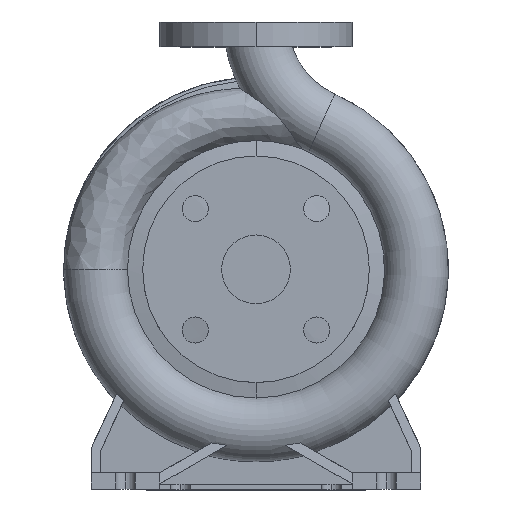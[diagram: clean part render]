
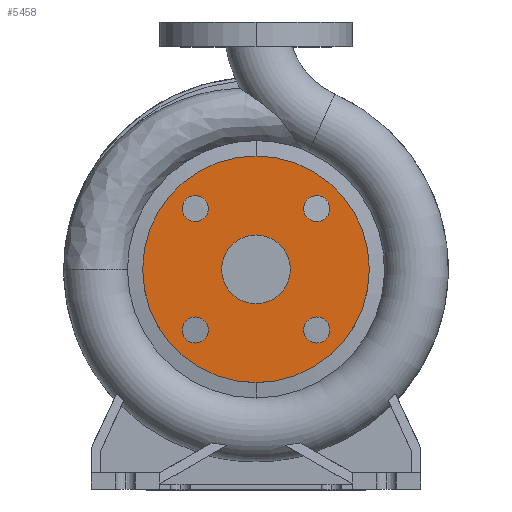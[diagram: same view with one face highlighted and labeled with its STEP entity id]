
A CAD part, top view. The second image highlights one B-rep face of the part: STEP entity #5458.
In plain terms, the highlighted planar face has unit normal (0, 0, 1).
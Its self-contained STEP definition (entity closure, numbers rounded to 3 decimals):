
#66 = EDGE_CURVE ( 'NONE', #443, #6215, #2953, .T. ) ;
#139 = ORIENTED_EDGE ( 'NONE', *, *, #2958, .F. ) ;
#196 = EDGE_CURVE ( 'NONE', #1840, #5069, #4252, .T. ) ;
#264 = CARTESIAN_POINT ( 'NONE',  ( -44.194, -34.694, 80. ) ) ;
#306 = CARTESIAN_POINT ( 'NONE',  ( 44.194, -34.694, 80. ) ) ;
#443 = VERTEX_POINT ( 'NONE', #264 ) ;
#485 = FACE_BOUND ( 'NONE', #3384, .T. ) ;
#490 = ORIENTED_EDGE ( 'NONE', *, *, #2765, .F. ) ;
#504 = DIRECTION ( 'NONE',  ( 0., -1., 0. ) ) ;
#592 = CARTESIAN_POINT ( 'NONE',  ( 0., 82.5, 80. ) ) ;
#646 = CIRCLE ( 'NONE', #5266, 25. ) ;
#698 = EDGE_CURVE ( 'NONE', #2843, #1385, #646, .T. ) ;
#704 = DIRECTION ( 'NONE',  ( 0., -1., 0. ) ) ;
#903 = EDGE_LOOP ( 'NONE', ( #2002, #3117 ) ) ;
#944 = CARTESIAN_POINT ( 'NONE',  ( 34.694, 44.194, 80. ) ) ;
#965 = DIRECTION ( 'NONE',  ( 0., -1., 0. ) ) ;
#978 = EDGE_CURVE ( 'NONE', #2590, #1976, #3857, .T. ) ;
#1054 = ORIENTED_EDGE ( 'NONE', *, *, #3383, .T. ) ;
#1141 = EDGE_LOOP ( 'NONE', ( #5435, #1054 ) ) ;
#1161 = AXIS2_PLACEMENT_3D ( 'NONE', #2934, #4372, #504 ) ;
#1234 = AXIS2_PLACEMENT_3D ( 'NONE', #5150, #1249, #4208 ) ;
#1249 = DIRECTION ( 'NONE',  ( 0., 0., 1. ) ) ;
#1385 = VERTEX_POINT ( 'NONE', #5840 ) ;
#1409 = CARTESIAN_POINT ( 'NONE',  ( 0., -82.5, 80. ) ) ;
#1679 = AXIS2_PLACEMENT_3D ( 'NONE', #2973, #3340, #5351 ) ;
#1840 = VERTEX_POINT ( 'NONE', #306 ) ;
#1842 = FACE_BOUND ( 'NONE', #3045, .T. ) ;
#1882 = VERTEX_POINT ( 'NONE', #1409 ) ;
#1913 = FACE_BOUND ( 'NONE', #3604, .T. ) ;
#1954 = DIRECTION ( 'NONE',  ( 0., 0., 1. ) ) ;
#1969 = DIRECTION ( 'NONE',  ( 0., -1., 0. ) ) ;
#1976 = VERTEX_POINT ( 'NONE', #2460 ) ;
#1977 = DIRECTION ( 'NONE',  ( 0., 0., -1. ) ) ;
#1997 = DIRECTION ( 'NONE',  ( 0., -1., 0. ) ) ;
#2002 = ORIENTED_EDGE ( 'NONE', *, *, #3531, .F. ) ;
#2066 = CIRCLE ( 'NONE', #2471, 25. ) ;
#2094 = DIRECTION ( 'NONE',  ( 0., 0., 1. ) ) ;
#2161 = AXIS2_PLACEMENT_3D ( 'NONE', #3361, #4902, #5337 ) ;
#2167 = AXIS2_PLACEMENT_3D ( 'NONE', #3005, #2094, #3533 ) ;
#2222 = CARTESIAN_POINT ( 'NONE',  ( 0., 0., 80. ) ) ;
#2277 = CIRCLE ( 'NONE', #1161, 82.5 ) ;
#2325 = FACE_BOUND ( 'NONE', #903, .T. ) ;
#2397 = CIRCLE ( 'NONE', #1679, 9.5 ) ;
#2422 = DIRECTION ( 'NONE',  ( 0., 1., 0. ) ) ;
#2440 = DIRECTION ( 'NONE',  ( 0., -1., 0. ) ) ;
#2446 = CARTESIAN_POINT ( 'NONE',  ( -44.194, 44.194, 80. ) ) ;
#2460 = CARTESIAN_POINT ( 'NONE',  ( 53.694, 44.194, 80. ) ) ;
#2471 = AXIS2_PLACEMENT_3D ( 'NONE', #2222, #3187, #704 ) ;
#2482 = CIRCLE ( 'NONE', #3271, 9.5 ) ;
#2501 = DIRECTION ( 'NONE',  ( 0., -1., 0. ) ) ;
#2564 = DIRECTION ( 'NONE',  ( 1., 0., 0. ) ) ;
#2590 = VERTEX_POINT ( 'NONE', #944 ) ;
#2671 = AXIS2_PLACEMENT_3D ( 'NONE', #4354, #4482, #965 ) ;
#2698 = EDGE_CURVE ( 'NONE', #1882, #5278, #4759, .T. ) ;
#2765 = EDGE_CURVE ( 'NONE', #5069, #1840, #3663, .T. ) ;
#2794 = FACE_OUTER_BOUND ( 'NONE', #1141, .T. ) ;
#2843 = VERTEX_POINT ( 'NONE', #5008 ) ;
#2849 = VERTEX_POINT ( 'NONE', #5035 ) ;
#2888 = ORIENTED_EDGE ( 'NONE', *, *, #6192, .F. ) ;
#2934 = CARTESIAN_POINT ( 'NONE',  ( 0., 0., 80. ) ) ;
#2953 = CIRCLE ( 'NONE', #1234, 9.5 ) ;
#2958 = EDGE_CURVE ( 'NONE', #2849, #3525, #5372, .T. ) ;
#2973 = CARTESIAN_POINT ( 'NONE',  ( -44.194, -44.194, 80. ) ) ;
#3005 = CARTESIAN_POINT ( 'NONE',  ( 44.194, 44.194, 80. ) ) ;
#3045 = EDGE_LOOP ( 'NONE', ( #139, #2888 ) ) ;
#3060 = DIRECTION ( 'NONE',  ( 0., 0., 1. ) ) ;
#3061 = CARTESIAN_POINT ( 'NONE',  ( 44.194, -44.194, 80. ) ) ;
#3089 = EDGE_CURVE ( 'NONE', #1385, #2843, #2066, .T. ) ;
#3094 = CARTESIAN_POINT ( 'NONE',  ( 44.194, 44.194, 80. ) ) ;
#3117 = ORIENTED_EDGE ( 'NONE', *, *, #978, .F. ) ;
#3187 = DIRECTION ( 'NONE',  ( 0., 0., 1. ) ) ;
#3271 = AXIS2_PLACEMENT_3D ( 'NONE', #3094, #3060, #2564 ) ;
#3289 = FACE_BOUND ( 'NONE', #5198, .T. ) ;
#3340 = DIRECTION ( 'NONE',  ( 0., 0., 1. ) ) ;
#3361 = CARTESIAN_POINT ( 'NONE',  ( 44.194, -44.194, 80. ) ) ;
#3383 = EDGE_CURVE ( 'NONE', #5278, #1882, #2277, .T. ) ;
#3384 = EDGE_LOOP ( 'NONE', ( #490, #4325 ) ) ;
#3472 = DIRECTION ( 'NONE',  ( 0., 0., 1. ) ) ;
#3525 = VERTEX_POINT ( 'NONE', #4119 ) ;
#3531 = EDGE_CURVE ( 'NONE', #1976, #2590, #2482, .T. ) ;
#3533 = DIRECTION ( 'NONE',  ( 1., 0., 0. ) ) ;
#3604 = EDGE_LOOP ( 'NONE', ( #4715, #3879 ) ) ;
#3663 = CIRCLE ( 'NONE', #5473, 9.5 ) ;
#3857 = CIRCLE ( 'NONE', #2167, 9.5 ) ;
#3879 = ORIENTED_EDGE ( 'NONE', *, *, #66, .F. ) ;
#4119 = CARTESIAN_POINT ( 'NONE',  ( -44.194, 53.694, 80. ) ) ;
#4208 = DIRECTION ( 'NONE',  ( 0., -1., 0. ) ) ;
#4252 = CIRCLE ( 'NONE', #2161, 9.5 ) ;
#4258 = CARTESIAN_POINT ( 'NONE',  ( 0., 82.5, 80. ) ) ;
#4278 = EDGE_CURVE ( 'NONE', #6215, #443, #2397, .T. ) ;
#4325 = ORIENTED_EDGE ( 'NONE', *, *, #196, .F. ) ;
#4344 = DIRECTION ( 'NONE',  ( 0., 0., 1. ) ) ;
#4354 = CARTESIAN_POINT ( 'NONE',  ( -44.194, 44.194, 80. ) ) ;
#4372 = DIRECTION ( 'NONE',  ( 0., 0., 1. ) ) ;
#4482 = DIRECTION ( 'NONE',  ( 0., 0., 1. ) ) ;
#4715 = ORIENTED_EDGE ( 'NONE', *, *, #4278, .F. ) ;
#4717 = AXIS2_PLACEMENT_3D ( 'NONE', #2446, #4344, #1969 ) ;
#4759 = CIRCLE ( 'NONE', #5562, 82.5 ) ;
#4845 = CARTESIAN_POINT ( 'NONE',  ( 0., 0., 80. ) ) ;
#4902 = DIRECTION ( 'NONE',  ( 0., 0., 1. ) ) ;
#4975 = DIRECTION ( 'NONE',  ( 0., 0., 1. ) ) ;
#5008 = CARTESIAN_POINT ( 'NONE',  ( 0., 25., 80. ) ) ;
#5035 = CARTESIAN_POINT ( 'NONE',  ( -44.194, 34.694, 80. ) ) ;
#5069 = VERTEX_POINT ( 'NONE', #5276 ) ;
#5150 = CARTESIAN_POINT ( 'NONE',  ( -44.194, -44.194, 80. ) ) ;
#5198 = EDGE_LOOP ( 'NONE', ( #5688, #5544 ) ) ;
#5266 = AXIS2_PLACEMENT_3D ( 'NONE', #4845, #1954, #2501 ) ;
#5276 = CARTESIAN_POINT ( 'NONE',  ( 44.194, -53.694, 80. ) ) ;
#5278 = VERTEX_POINT ( 'NONE', #592 ) ;
#5308 = AXIS2_PLACEMENT_3D ( 'NONE', #4258, #1977, #2422 ) ;
#5320 = CARTESIAN_POINT ( 'NONE',  ( 0., 0., 80. ) ) ;
#5337 = DIRECTION ( 'NONE',  ( 0., -1., 0. ) ) ;
#5351 = DIRECTION ( 'NONE',  ( 0., -1., 0. ) ) ;
#5372 = CIRCLE ( 'NONE', #2671, 9.5 ) ;
#5435 = ORIENTED_EDGE ( 'NONE', *, *, #2698, .T. ) ;
#5458 = ADVANCED_FACE ( 'NONE', ( #3289, #2794, #2325, #1842, #1913, #485 ), #5686, .F. ) ;
#5473 = AXIS2_PLACEMENT_3D ( 'NONE', #3061, #4975, #2440 ) ;
#5544 = ORIENTED_EDGE ( 'NONE', *, *, #698, .F. ) ;
#5562 = AXIS2_PLACEMENT_3D ( 'NONE', #5320, #3472, #1997 ) ;
#5686 = PLANE ( 'NONE',  #5308 ) ;
#5688 = ORIENTED_EDGE ( 'NONE', *, *, #3089, .F. ) ;
#5697 = CARTESIAN_POINT ( 'NONE',  ( -44.194, -53.694, 80. ) ) ;
#5840 = CARTESIAN_POINT ( 'NONE',  ( 0., -25., 80. ) ) ;
#6125 = CIRCLE ( 'NONE', #4717, 9.5 ) ;
#6192 = EDGE_CURVE ( 'NONE', #3525, #2849, #6125, .T. ) ;
#6215 = VERTEX_POINT ( 'NONE', #5697 ) ;
